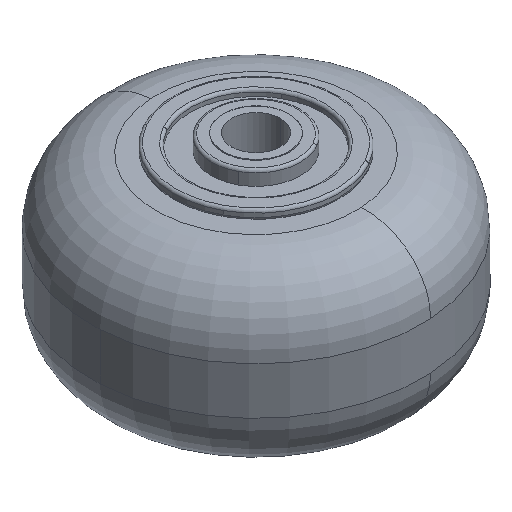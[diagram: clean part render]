
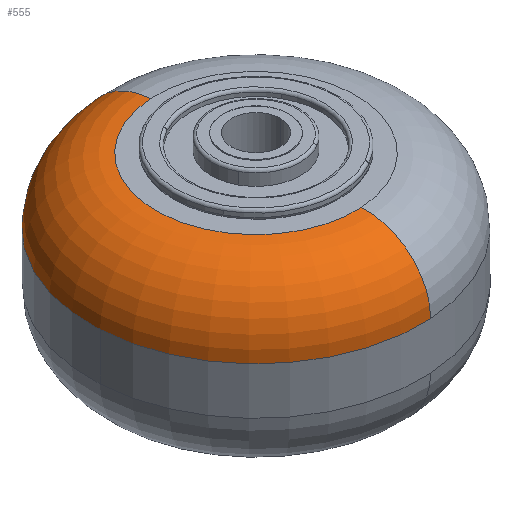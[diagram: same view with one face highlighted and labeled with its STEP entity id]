
A CAD part, isometric view. The second image highlights one B-rep face of the part: STEP entity #555.
In plain terms, the highlighted toroidal (fillet/blend) face has major radius 19.367 mm and minor radius 12.7 mm.
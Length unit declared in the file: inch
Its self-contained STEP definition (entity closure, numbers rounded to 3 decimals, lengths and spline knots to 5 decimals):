
#452=CARTESIAN_POINT('',(-1.2625,-0.18,0.));
#453=VERTEX_POINT('',#452);
#460=CARTESIAN_POINT('',(0.,-0.18,1.2625));
#461=VERTEX_POINT('',#460);
#462=CARTESIAN_POINT('',(0.0,-0.18,0.0));
#463=DIRECTION('',(0.0,-1.0,0.0));
#464=DIRECTION('',(-1.0,0.0,0.0));
#465=AXIS2_PLACEMENT_3D('',#462,#463,#464);
#466=CIRCLE('',#465,1.2625);
#467=EDGE_CURVE('',#461,#453,#466,.T.);
#484=CARTESIAN_POINT('',(0.,-0.18,-1.2625));
#485=VERTEX_POINT('',#484);
#486=CARTESIAN_POINT('',(0.,-0.68,-0.7625));
#487=VERTEX_POINT('',#486);
#488=CARTESIAN_POINT('',(0.,-0.18,-0.7625));
#489=DIRECTION('',(-1.0,0.0,0.0));
#490=DIRECTION('',(0.0,0.0,-1.0));
#491=AXIS2_PLACEMENT_3D('',#488,#489,#490);
#492=CIRCLE('',#491,0.5);
#493=EDGE_CURVE('',#485,#487,#492,.T.);
#503=CARTESIAN_POINT('',(0.,-0.68,0.7625));
#504=VERTEX_POINT('',#503);
#505=CARTESIAN_POINT('',(0.,-0.18,0.7625));
#506=DIRECTION('',(-1.0,0.0,0.0));
#507=DIRECTION('',(0.0,0.0,1.0));
#508=AXIS2_PLACEMENT_3D('',#505,#506,#507);
#509=CIRCLE('',#508,0.5);
#510=EDGE_CURVE('',#504,#461,#509,.T.);
#531=CARTESIAN_POINT('',(0.0,-0.18,0.0));
#532=DIRECTION('',(0.0,-1.0,0.0));
#533=DIRECTION('',(0.0,0.0,-1.0));
#534=AXIS2_PLACEMENT_3D('',#531,#532,#533);
#535=TOROIDAL_SURFACE('',#534,0.7625,0.5);
#536=ORIENTED_EDGE('',*,*,#493,.T.);
#537=CARTESIAN_POINT('',(0.0,-0.68,0.0));
#538=DIRECTION('',(0.0,1.0,0.0));
#539=DIRECTION('',(-1.0,0.0,0.0));
#540=AXIS2_PLACEMENT_3D('',#537,#538,#539);
#541=CIRCLE('',#540,0.7625);
#542=EDGE_CURVE('',#487,#504,#541,.T.);
#543=ORIENTED_EDGE('',*,*,#542,.T.);
#544=ORIENTED_EDGE('',*,*,#510,.T.);
#545=ORIENTED_EDGE('',*,*,#467,.T.);
#546=CARTESIAN_POINT('',(0.0,-0.18,0.0));
#547=DIRECTION('',(0.0,-1.0,0.0));
#548=DIRECTION('',(-1.0,0.0,0.0));
#549=AXIS2_PLACEMENT_3D('',#546,#547,#548);
#550=CIRCLE('',#549,1.2625);
#551=EDGE_CURVE('',#453,#485,#550,.T.);
#552=ORIENTED_EDGE('',*,*,#551,.T.);
#553=EDGE_LOOP('',(#536,#543,#544,#545,#552));
#554=FACE_OUTER_BOUND('',#553,.T.);
#555=ADVANCED_FACE('',(#554),#535,.T.);
